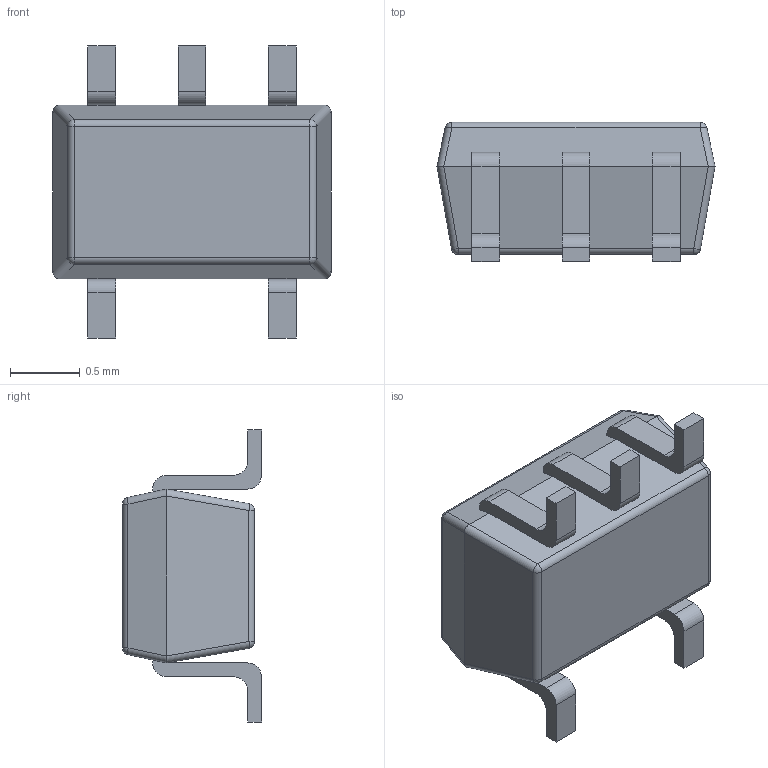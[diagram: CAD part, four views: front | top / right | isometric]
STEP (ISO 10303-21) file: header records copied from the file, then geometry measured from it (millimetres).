
FILE_DESCRIPTION (( 'STEP AP214' ), '1' );
FILE_NAME ('74AHC1GU04SE-7.STEP', '2022-09-14T09:55:08', ( '' ), ( '' ), 'SwSTEP 2.0', 'SolidWorks 2018', '' );
FILE_SCHEMA (( 'AUTOMOTIVE_DESIGN' ));
Length unit declared in the file: millimetre
Products named in the file (1): 74AHC1GU04SE-7
Bounding box: 2 x 1 x 2.1 mm (x, y, z)
Volume: 2.2 mm3; surface area: 13 mm2
Topology: 6 solids, 6 shells, 94 faces, 230 edges, 140 vertices
Faces by surface type: plane 55, cylinder 31, sphere 8
Entity records: 2747 total; most frequent: CARTESIAN_POINT 469, DIRECTION 462, ORIENTED_EDGE 444, EDGE_CURVE 222, LINE 164, VECTOR 164, AXIS2_PLACEMENT_3D 149, VERTEX_POINT 140
